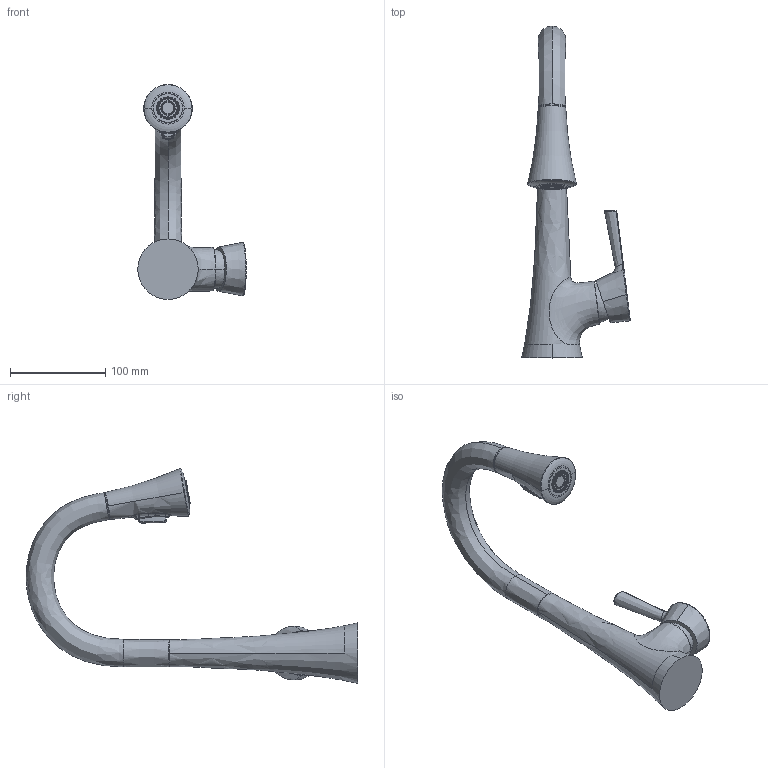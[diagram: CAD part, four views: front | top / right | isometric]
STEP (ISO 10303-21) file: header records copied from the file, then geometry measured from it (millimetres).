
FILE_DESCRIPTION((''),'2;1');
FILE_NAME('2500-5223','2021-04-08T10:55:13',('jinson.thomas'),(''),'CREO PARAMETRIC BY PTC INC, 2018400','CREO PARAMETRIC BY PTC INC, 2018400','');
FILE_SCHEMA(('CONFIG_CONTROL_DESIGN'));
Length unit declared in the file: inch
Products named in the file (1): 2500-5223
Bounding box: 113.89 x 348.42 x 225.55 mm (x, y, z)
Volume: 684001.1 mm3; surface area: 82628.2 mm2
Topology: 2 solids, 2 shells, 278 faces, 601 edges, 364 vertices
Faces by surface type: cone 78, plane 56, bspline 50, torus 50, cylinder 22, sphere 20, revolution 2
Entity records: 11800 total; most frequent: CARTESIAN_POINT 5890, DIRECTION 1281, ORIENTED_EDGE 1170, AXIS2_PLACEMENT_3D 586, EDGE_CURVE 585, VERTEX_POINT 364, CIRCLE 360, EDGE_LOOP 331
